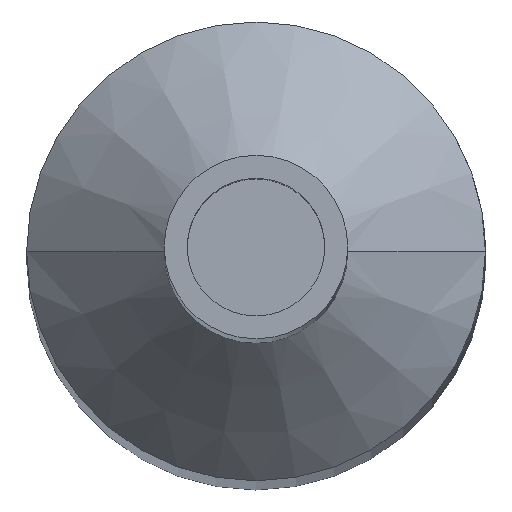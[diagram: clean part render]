
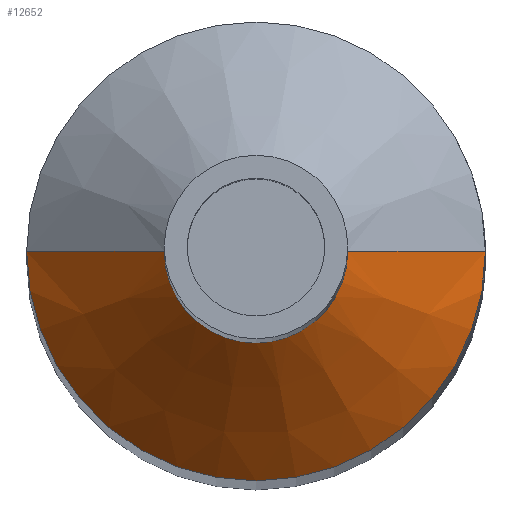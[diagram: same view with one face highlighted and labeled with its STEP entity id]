
A CAD part, top view. The second image highlights one B-rep face of the part: STEP entity #12652.
In plain terms, the highlighted conical face has half-angle 45 degrees and reference radius 2.5 mm.
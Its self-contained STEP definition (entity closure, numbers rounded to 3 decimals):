
#56 = ORIENTED_EDGE ( 'NONE', *, *, #7583, .T. ) ;
#329 = CARTESIAN_POINT ( 'NONE',  ( 0., 0., -25.6 ) ) ;
#681 = LINE ( 'NONE', #13132, #5957 ) ;
#1485 = CARTESIAN_POINT ( 'NONE',  ( 0., 0., -27.1 ) ) ;
#2083 = CARTESIAN_POINT ( 'NONE',  ( -2.5, 0., -27.1 ) ) ;
#2721 = DIRECTION ( 'NONE',  ( 0.707, 0., -0.707 ) ) ;
#2820 = CARTESIAN_POINT ( 'NONE',  ( -1., 0., -25.6 ) ) ;
#2872 = AXIS2_PLACEMENT_3D ( 'NONE', #6409, #2942, #10835 ) ;
#2942 = DIRECTION ( 'NONE',  ( 0., 0., 1. ) ) ;
#3211 = DIRECTION ( 'NONE',  ( -0.707, 0., -0.707 ) ) ;
#3736 = CARTESIAN_POINT ( 'NONE',  ( 2.5, 0., -27.1 ) ) ;
#4092 = VERTEX_POINT ( 'NONE', #10709 ) ;
#4651 = CARTESIAN_POINT ( 'NONE',  ( 2.5, 0., -27.1 ) ) ;
#4779 = EDGE_CURVE ( 'NONE', #4092, #12854, #11623, .T. ) ;
#5273 = VECTOR ( 'NONE', #2721, 1000. ) ;
#5433 = EDGE_CURVE ( 'NONE', #8562, #11198, #681, .T. ) ;
#5888 = DIRECTION ( 'NONE',  ( 0., 0., -1. ) ) ;
#5957 = VECTOR ( 'NONE', #3211, 1000. ) ;
#6409 = CARTESIAN_POINT ( 'NONE',  ( 0., 0., -27.1 ) ) ;
#6761 = DIRECTION ( 'NONE',  ( 1., 0., 0. ) ) ;
#6795 = CIRCLE ( 'NONE', #2872, 2.5 ) ;
#7245 = EDGE_CURVE ( 'Defeature ausgef�hrt1_1+Defeature ausgef�hrt1_2+Defeature ausgef�hrt1_2+Defeature ausgef�hrt1_2', #8562, #4092, #10419, .T. ) ;
#7583 = EDGE_CURVE ( 'Defeature ausgef�hrt1_2+Defeature ausgef�hrt1_3+Defeature ausgef�hrt1_3+Defeature ausgef�hrt1_3', #11198, #12854, #6795, .T. ) ;
#7676 = EDGE_LOOP ( 'NONE', ( #11384, #12160, #13082, #56 ) ) ;
#8123 = AXIS2_PLACEMENT_3D ( 'NONE', #1485, #5888, #10315 ) ;
#8562 = VERTEX_POINT ( 'NONE', #2820 ) ;
#8823 = CONICAL_SURFACE ( 'NONE', #8123, 2.5, 0.785 ) ;
#10315 = DIRECTION ( 'NONE',  ( -1., 0., 0. ) ) ;
#10419 = CIRCLE ( 'NONE', #12276, 1. ) ;
#10709 = CARTESIAN_POINT ( 'NONE',  ( 1., 0., -25.6 ) ) ;
#10835 = DIRECTION ( 'NONE',  ( 1., 0., 0. ) ) ;
#11198 = VERTEX_POINT ( 'NONE', #2083 ) ;
#11384 = ORIENTED_EDGE ( 'NONE', *, *, #4779, .F. ) ;
#11623 = LINE ( 'NONE', #3736, #5273 ) ;
#12160 = ORIENTED_EDGE ( 'NONE', *, *, #7245, .F. ) ;
#12276 = AXIS2_PLACEMENT_3D ( 'NONE', #329, #12485, #6761 ) ;
#12485 = DIRECTION ( 'NONE',  ( 0., 0., 1. ) ) ;
#12486 = FACE_OUTER_BOUND ( 'NONE', #7676, .T. ) ;
#12652 = ADVANCED_FACE ( 'Defeature ausgef�hrt1_2', ( #12486 ), #8823, .T. ) ;
#12854 = VERTEX_POINT ( 'NONE', #4651 ) ;
#13082 = ORIENTED_EDGE ( 'NONE', *, *, #5433, .T. ) ;
#13132 = CARTESIAN_POINT ( 'NONE',  ( -2.5, 0., -27.1 ) ) ;
